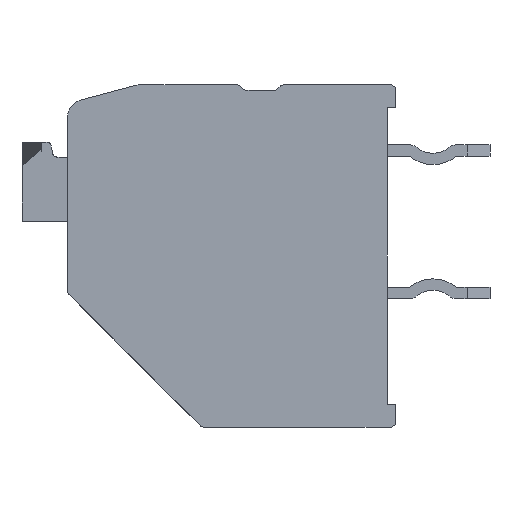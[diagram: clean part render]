
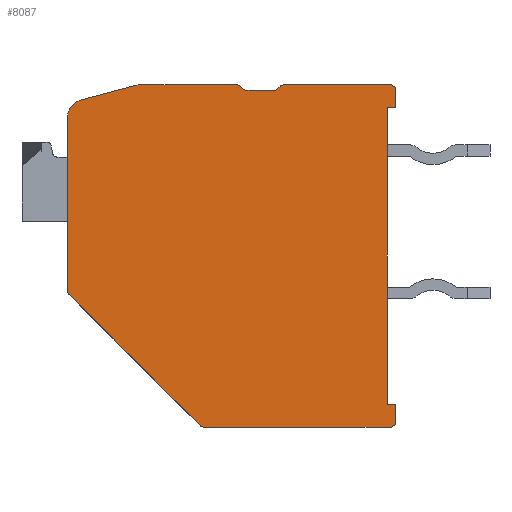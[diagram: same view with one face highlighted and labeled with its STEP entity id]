
A CAD part, left-side view. The second image highlights one B-rep face of the part: STEP entity #8087.
In plain terms, the highlighted planar face has unit normal (-1, 0, 0).
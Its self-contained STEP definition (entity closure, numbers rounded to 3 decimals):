
#2564=CARTESIAN_POINT('',(-21.,5.15,4.883));
#2565=DIRECTION('',(1.,0.,0.));
#2566=DIRECTION('',(0.,1.,0.));
#2567=AXIS2_PLACEMENT_3D('',#2564,#2565,#2566);
#2569=DIRECTION('',(0.,-0.966,0.259));
#2570=VECTOR('',#2569,1.997);
#2571=CARTESIAN_POINT('',(-21.,5.305,5.463));
#2572=LINE('',#2571,#2570);
#2573=CARTESIAN_POINT('',(-21.,3.221,5.4));
#2574=DIRECTION('',(1.,0.,0.));
#2575=DIRECTION('',(0.,0.259,0.966));
#2576=AXIS2_PLACEMENT_3D('',#2573,#2574,#2575);
#2578=DIRECTION('',(0.,-1.,0.));
#2579=VECTOR('',#2578,3.388);
#2580=CARTESIAN_POINT('',(-21.,3.221,6.));
#2581=LINE('',#2580,#2579);
#2582=CARTESIAN_POINT('',(-21.,-0.167,5.8));
#2583=DIRECTION('',(1.,0.,0.));
#2584=DIRECTION('',(0.,0.,1.));
#2585=AXIS2_PLACEMENT_3D('',#2582,#2583,#2584);
#2587=DIRECTION('',(0.,-0.707,-0.707));
#2588=VECTOR('',#2587,0.117);
#2589=CARTESIAN_POINT('',(-21.,-0.309,5.941));
#2590=LINE('',#2589,#2588);
#2591=CARTESIAN_POINT('',(-21.,-0.533,6.));
#2592=DIRECTION('',(-1.,0.,0.));
#2593=DIRECTION('',(0.,0.707,-0.707));
#2594=AXIS2_PLACEMENT_3D('',#2591,#2592,#2593);
#2596=DIRECTION('',(0.,-1.,0.));
#2597=VECTOR('',#2596,0.934);
#2598=CARTESIAN_POINT('',(-21.,-0.533,5.8));
#2599=LINE('',#2598,#2597);
#2600=CARTESIAN_POINT('',(-21.,-1.467,6.));
#2601=DIRECTION('',(-1.,0.,0.));
#2602=DIRECTION('',(0.,0.,-1.));
#2603=AXIS2_PLACEMENT_3D('',#2600,#2601,#2602);
#2605=DIRECTION('',(0.,-0.707,0.707));
#2606=VECTOR('',#2605,0.117);
#2607=CARTESIAN_POINT('',(-21.,-1.609,5.859));
#2608=LINE('',#2607,#2606);
#2609=CARTESIAN_POINT('',(-21.,-1.833,5.8));
#2610=DIRECTION('',(1.,0.,0.));
#2611=DIRECTION('',(0.,0.707,0.707));
#2612=AXIS2_PLACEMENT_3D('',#2609,#2610,#2611);
#2614=DIRECTION('',(0.,-1.,0.));
#2615=VECTOR('',#2614,3.717);
#2616=CARTESIAN_POINT('',(-21.,-1.833,6.));
#2617=LINE('',#2616,#2615);
#2618=CARTESIAN_POINT('',(-21.,-5.55,5.8));
#2619=DIRECTION('',(1.,0.,0.));
#2620=DIRECTION('',(0.,0.,1.));
#2621=AXIS2_PLACEMENT_3D('',#2618,#2619,#2620);
#2623=DIRECTION('',(0.,0.,-1.));
#2624=VECTOR('',#2623,0.6);
#2625=CARTESIAN_POINT('',(-21.,-5.75,5.8));
#2626=LINE('',#2625,#2624);
#2627=DIRECTION('',(0.,1.,0.));
#2628=VECTOR('',#2627,0.3);
#2629=CARTESIAN_POINT('',(-21.,-5.75,5.2));
#2630=LINE('',#2629,#2628);
#2631=DIRECTION('',(0.,0.,-1.));
#2632=VECTOR('',#2631,10.4);
#2633=CARTESIAN_POINT('',(-21.,-5.45,5.2));
#2634=LINE('',#2633,#2632);
#2635=DIRECTION('',(0.,-1.,0.));
#2636=VECTOR('',#2635,0.3);
#2637=CARTESIAN_POINT('',(-21.,-5.45,-5.2));
#2638=LINE('',#2637,#2636);
#2639=DIRECTION('',(0.,0.,-1.));
#2640=VECTOR('',#2639,0.6);
#2641=CARTESIAN_POINT('',(-21.,-5.75,-5.2));
#2642=LINE('',#2641,#2640);
#2643=CARTESIAN_POINT('',(-21.,-5.55,-5.8));
#2644=DIRECTION('',(1.,0.,0.));
#2645=DIRECTION('',(0.,-1.,0.));
#2646=AXIS2_PLACEMENT_3D('',#2643,#2644,#2645);
#2648=DIRECTION('',(0.,1.,0.));
#2649=VECTOR('',#2648,6.515);
#2650=CARTESIAN_POINT('',(-21.,-5.55,-6.));
#2651=LINE('',#2650,#2649);
#2652=CARTESIAN_POINT('',(-21.,0.965,-5.8));
#2653=DIRECTION('',(1.,0.,0.));
#2654=DIRECTION('',(0.,0.,-1.));
#2655=AXIS2_PLACEMENT_3D('',#2652,#2653,#2654);
#2657=DIRECTION('',(0.,0.707,0.707));
#2658=VECTOR('',#2657,6.484);
#2659=CARTESIAN_POINT('',(-21.,1.107,-5.941));
#2660=LINE('',#2659,#2658);
#2661=CARTESIAN_POINT('',(-21.,5.55,-1.215));
#2662=DIRECTION('',(1.,0.,0.));
#2663=DIRECTION('',(0.,0.707,-0.707));
#2664=AXIS2_PLACEMENT_3D('',#2661,#2662,#2663);
#2666=DIRECTION('',(0.,0.,1.));
#2667=VECTOR('',#2666,6.098);
#2668=CARTESIAN_POINT('',(-21.,5.75,-1.215));
#2669=LINE('',#2668,#2667);
#3670=CARTESIAN_POINT('',(-21.,5.75,4.883));
#3671=CARTESIAN_POINT('',(-21.,5.305,5.463));
#3672=VERTEX_POINT('',#3670);
#3673=VERTEX_POINT('',#3671);
#3674=CARTESIAN_POINT('',(-21.,3.376,5.98));
#3675=VERTEX_POINT('',#3674);
#3676=CARTESIAN_POINT('',(-21.,3.221,6.));
#3677=VERTEX_POINT('',#3676);
#3678=CARTESIAN_POINT('',(-21.,-0.167,6.));
#3679=VERTEX_POINT('',#3678);
#3680=CARTESIAN_POINT('',(-21.,-0.309,5.941));
#3681=VERTEX_POINT('',#3680);
#3682=CARTESIAN_POINT('',(-21.,-0.391,5.859));
#3683=VERTEX_POINT('',#3682);
#3684=CARTESIAN_POINT('',(-21.,-0.533,5.8));
#3685=VERTEX_POINT('',#3684);
#3686=CARTESIAN_POINT('',(-21.,-1.467,5.8));
#3687=VERTEX_POINT('',#3686);
#3688=CARTESIAN_POINT('',(-21.,-1.609,5.859));
#3689=VERTEX_POINT('',#3688);
#3690=CARTESIAN_POINT('',(-21.,-1.691,5.941));
#3691=VERTEX_POINT('',#3690);
#3692=CARTESIAN_POINT('',(-21.,-1.833,6.));
#3693=VERTEX_POINT('',#3692);
#3694=CARTESIAN_POINT('',(-21.,-5.55,6.));
#3695=VERTEX_POINT('',#3694);
#3696=CARTESIAN_POINT('',(-21.,-5.75,5.8));
#3697=VERTEX_POINT('',#3696);
#3698=CARTESIAN_POINT('',(-21.,-5.75,5.2));
#3699=VERTEX_POINT('',#3698);
#3700=CARTESIAN_POINT('',(-21.,-5.45,5.2));
#3701=VERTEX_POINT('',#3700);
#3702=CARTESIAN_POINT('',(-21.,-5.45,-5.2));
#3703=VERTEX_POINT('',#3702);
#3704=CARTESIAN_POINT('',(-21.,-5.75,-5.2));
#3705=VERTEX_POINT('',#3704);
#3706=CARTESIAN_POINT('',(-21.,-5.75,-5.8));
#3707=VERTEX_POINT('',#3706);
#3708=CARTESIAN_POINT('',(-21.,-5.55,-6.));
#3709=VERTEX_POINT('',#3708);
#3710=CARTESIAN_POINT('',(-21.,0.965,-6.));
#3711=VERTEX_POINT('',#3710);
#3712=CARTESIAN_POINT('',(-21.,1.107,-5.941));
#3713=VERTEX_POINT('',#3712);
#3714=CARTESIAN_POINT('',(-21.,5.691,-1.357));
#3715=VERTEX_POINT('',#3714);
#3716=CARTESIAN_POINT('',(-21.,5.75,-1.215));
#3717=VERTEX_POINT('',#3716);
#8056=CARTESIAN_POINT('',(-21.,0.,0.));
#8057=DIRECTION('',(1.,0.,0.));
#8058=DIRECTION('',(0.,0.,-1.));
#8059=AXIS2_PLACEMENT_3D('',#8056,#8057,#8058);
#8060=PLANE('',#8059);
#8061=ORIENTED_EDGE('',*,*,#4692,.T.);
#8062=ORIENTED_EDGE('',*,*,#4707,.T.);
#8063=ORIENTED_EDGE('',*,*,#4721,.T.);
#8064=ORIENTED_EDGE('',*,*,#4735,.T.);
#8065=ORIENTED_EDGE('',*,*,#4749,.T.);
#8066=ORIENTED_EDGE('',*,*,#4763,.T.);
#8067=ORIENTED_EDGE('',*,*,#4777,.T.);
#8068=ORIENTED_EDGE('',*,*,#4791,.T.);
#8069=ORIENTED_EDGE('',*,*,#4805,.T.);
#8070=ORIENTED_EDGE('',*,*,#4819,.T.);
#8071=ORIENTED_EDGE('',*,*,#4833,.T.);
#8072=ORIENTED_EDGE('',*,*,#4847,.T.);
#8073=ORIENTED_EDGE('',*,*,#4861,.T.);
#8074=ORIENTED_EDGE('',*,*,#4875,.T.);
#8075=ORIENTED_EDGE('',*,*,#4889,.T.);
#8076=ORIENTED_EDGE('',*,*,#4903,.T.);
#8077=ORIENTED_EDGE('',*,*,#4977,.T.);
#8078=ORIENTED_EDGE('',*,*,#4991,.T.);
#8079=ORIENTED_EDGE('',*,*,#5005,.T.);
#8080=ORIENTED_EDGE('',*,*,#5019,.T.);
#8081=ORIENTED_EDGE('',*,*,#5033,.T.);
#8082=ORIENTED_EDGE('',*,*,#5056,.T.);
#8083=ORIENTED_EDGE('',*,*,#5297,.T.);
#8084=ORIENTED_EDGE('',*,*,#5386,.T.);
#8085=EDGE_LOOP('',(#8061,#8062,#8063,#8064,#8065,#8066,#8067,#8068,#8069,#8070,
#8071,#8072,#8073,#8074,#8075,#8076,#8077,#8078,#8079,#8080,#8081,#8082,#8083,
#8084));
#8086=FACE_OUTER_BOUND('',#8085,.F.);
#2568=CIRCLE('',#2567,0.6);
#2577=CIRCLE('',#2576,0.6);
#2586=CIRCLE('',#2585,0.2);
#2595=CIRCLE('',#2594,0.2);
#2604=CIRCLE('',#2603,0.2);
#2613=CIRCLE('',#2612,0.2);
#2622=CIRCLE('',#2621,0.2);
#2647=CIRCLE('',#2646,0.2);
#2656=CIRCLE('',#2655,0.2);
#2665=CIRCLE('',#2664,0.2);
#4692=EDGE_CURVE('',#3672,#3673,#2568,.T.);
#4707=EDGE_CURVE('',#3673,#3675,#2572,.T.);
#4721=EDGE_CURVE('',#3675,#3677,#2577,.T.);
#4735=EDGE_CURVE('',#3677,#3679,#2581,.T.);
#4749=EDGE_CURVE('',#3679,#3681,#2586,.T.);
#4763=EDGE_CURVE('',#3681,#3683,#2590,.T.);
#4777=EDGE_CURVE('',#3683,#3685,#2595,.T.);
#4791=EDGE_CURVE('',#3685,#3687,#2599,.T.);
#4805=EDGE_CURVE('',#3687,#3689,#2604,.T.);
#4819=EDGE_CURVE('',#3689,#3691,#2608,.T.);
#4833=EDGE_CURVE('',#3691,#3693,#2613,.T.);
#4847=EDGE_CURVE('',#3693,#3695,#2617,.T.);
#4861=EDGE_CURVE('',#3695,#3697,#2622,.T.);
#4875=EDGE_CURVE('',#3697,#3699,#2626,.T.);
#4889=EDGE_CURVE('',#3699,#3701,#2630,.T.);
#4903=EDGE_CURVE('',#3701,#3703,#2634,.T.);
#4977=EDGE_CURVE('',#3703,#3705,#2638,.T.);
#4991=EDGE_CURVE('',#3705,#3707,#2642,.T.);
#5005=EDGE_CURVE('',#3707,#3709,#2647,.T.);
#5019=EDGE_CURVE('',#3709,#3711,#2651,.T.);
#5033=EDGE_CURVE('',#3711,#3713,#2656,.T.);
#5056=EDGE_CURVE('',#3713,#3715,#2660,.T.);
#5297=EDGE_CURVE('',#3715,#3717,#2665,.T.);
#5386=EDGE_CURVE('',#3717,#3672,#2669,.T.);
#8087=ADVANCED_FACE('',(#8086),#8060,.F.);
